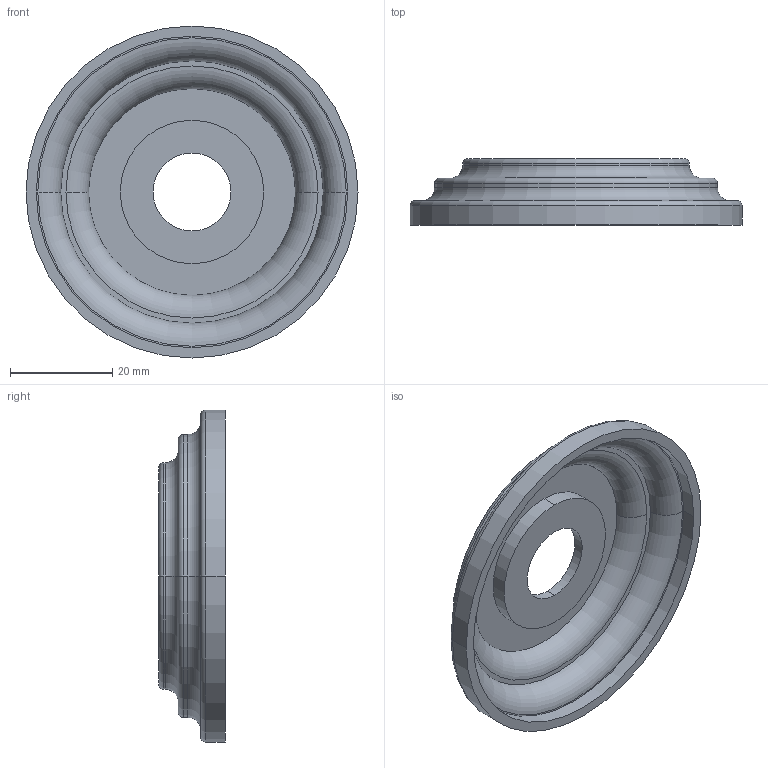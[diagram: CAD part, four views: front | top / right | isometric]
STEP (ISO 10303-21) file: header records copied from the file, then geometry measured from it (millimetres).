
FILE_DESCRIPTION((''),'2;1');
FILE_NAME('1100C','2015-02-12T',('rsmith'),(''),'PRO/ENGINEER BY PARAMETRIC TECHNOLOGY CORPORATION, 2013150','PRO/ENGINEER BY PARAMETRIC TECHNOLOGY CORPORATION, 2013150','');
FILE_SCHEMA(('CONFIG_CONTROL_DESIGN'));
Length unit declared in the file: inch
Products named in the file (1): 1100C
Bounding box: 65.02 x 13 x 65.02 mm (x, y, z)
Volume: 9412.1 mm3; surface area: 15275.3 mm2
Topology: 1 solids, 2 shells, 60 faces, 122 edges, 76 vertices
Faces by surface type: torus 24, cylinder 22, plane 14
Entity records: 1668 total; most frequent: DIRECTION 344, CARTESIAN_POINT 259, ORIENTED_EDGE 240, AXIS2_PLACEMENT_3D 161, EDGE_CURVE 122, CIRCLE 100, VERTEX_POINT 76, EDGE_LOOP 74
